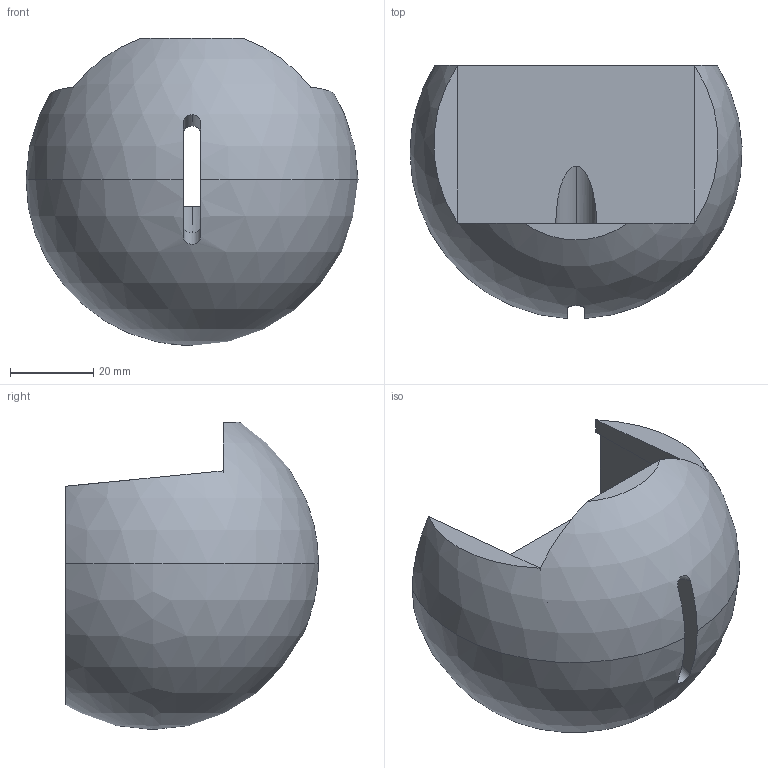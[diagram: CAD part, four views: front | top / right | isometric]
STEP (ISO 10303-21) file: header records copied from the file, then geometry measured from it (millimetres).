
FILE_DESCRIPTION (( 'STEP AP203' ), '1' );
FILE_NAME ('1_3_Head.STEP', '2014-08-31T10:13:26', ( '' ), ( '' ), 'SwSTEP 2.0', 'SolidWorks 2013', '' );
FILE_SCHEMA (( 'CONFIG_CONTROL_DESIGN' ));
Length unit declared in the file: millimetre
Products named in the file (1): 1_3_Head
Bounding box: 79.98 x 60.94 x 74 mm (x, y, z)
Volume: 125264.7 mm3; surface area: 22936.6 mm2
Topology: 1 solids, 1 shells, 34 faces, 90 edges, 56 vertices
Faces by surface type: plane 20, cylinder 12, sphere 2
Entity records: 1111 total; most frequent: DIRECTION 189, CARTESIAN_POINT 185, ORIENTED_EDGE 174, EDGE_CURVE 87, AXIS2_PLACEMENT_3D 70, VERTEX_POINT 54, LINE 49, VECTOR 49
